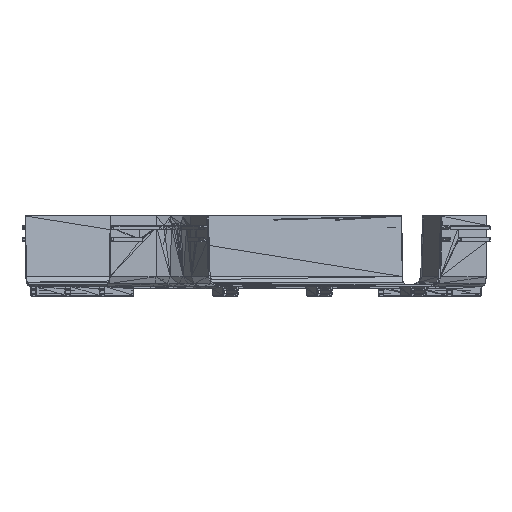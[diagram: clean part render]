
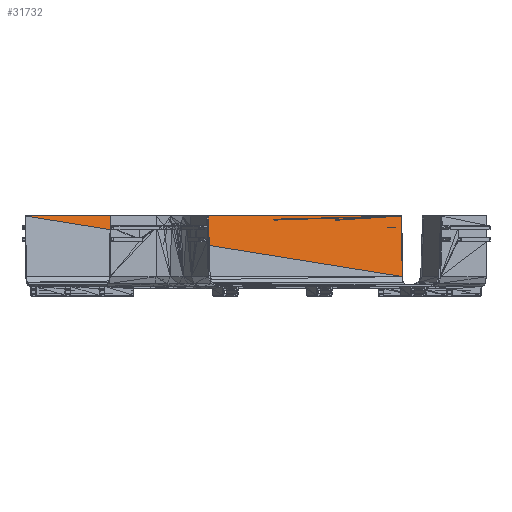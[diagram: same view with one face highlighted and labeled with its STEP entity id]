
A CAD part, left-side view. The second image highlights one B-rep face of the part: STEP entity #31732.
In plain terms, the highlighted planar face has unit normal (-0.939, -0.342, 0.03).
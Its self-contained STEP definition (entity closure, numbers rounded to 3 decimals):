
#27131 = VERTEX_POINT('',#27132);
#27132 = CARTESIAN_POINT('',(394.983,-7236.333,
    15.95));
#27146 = PLANE('',#27147);
#27147 = AXIS2_PLACEMENT_3D('',#27148,#27149,#27150);
#27148 = CARTESIAN_POINT('',(486.988,-7494.787,
    -49.385));
#27149 = DIRECTION('',(-0.939,-0.342,
    0.03));
#27150 = DIRECTION('',(0.342,-0.94,
    0.));
#27204 = PLANE('',#27205);
#27205 = AXIS2_PLACEMENT_3D('',#27206,#27207,#27208);
#27206 = CARTESIAN_POINT('',(496.924,-7513.163,
    15.95));
#27207 = DIRECTION('',(0.,0.,1.));
#27208 = DIRECTION('',(1.,0.,0.));
#31684 = VERTEX_POINT('',#31685);
#31685 = CARTESIAN_POINT('',(594.282,-7791.659,
    -73.406));
#31706 = EDGE_CURVE('',#31684,#27131,#31707,.T.);
#31707 = SURFACE_CURVE('',#31708,(#31712,#31719),.PCURVE_S1.);
#31708 = LINE('',#31709,#31710);
#31709 = CARTESIAN_POINT('',(594.282,-7791.659,
    -73.406));
#31710 = VECTOR('',#31711,1.);
#31711 = DIRECTION('',(-0.334,0.931,0.15));
#31712 = PCURVE('',#27146,#31713);
#31713 = DEFINITIONAL_REPRESENTATION('',(#31714),#31718);
#31714 = LINE('',#31715,#31716);
#31715 = CARTESIAN_POINT('',(315.665,-24.032));
#31716 = VECTOR('',#31717,1.);
#31717 = DIRECTION('',(-0.989,0.15));
#31718 = ( GEOMETRIC_REPRESENTATION_CONTEXT(2) 
PARAMETRIC_REPRESENTATION_CONTEXT() REPRESENTATION_CONTEXT('2D SPACE',''
  ) );
#31719 = PCURVE('',#31720,#31725);
#31720 = PLANE('',#31721);
#31721 = AXIS2_PLACEMENT_3D('',#31722,#31723,#31724);
#31722 = CARTESIAN_POINT('',(502.277,-7533.206,
    -8.072));
#31723 = DIRECTION('',(-0.939,-0.342,
    0.03));
#31724 = DIRECTION('',(0.342,-0.94,0.));
#31725 = DEFINITIONAL_REPRESENTATION('',(#31726),#31730);
#31726 = LINE('',#31727,#31728);
#31727 = CARTESIAN_POINT('',(274.335,-65.363));
#31728 = VECTOR('',#31729,1.);
#31729 = DIRECTION('',(-0.989,0.15));
#31730 = ( GEOMETRIC_REPRESENTATION_CONTEXT(2) 
PARAMETRIC_REPRESENTATION_CONTEXT() REPRESENTATION_CONTEXT('2D SPACE',''
  ) );
#31732 = ADVANCED_FACE('',(#31733),#31720,.T.);
#31733 = FACE_BOUND('',#31734,.T.);
#31734 = EDGE_LOOP('',(#31735,#31763,#31784));
#31735 = ORIENTED_EDGE('',*,*,#31736,.T.);
#31736 = EDGE_CURVE('',#31684,#31737,#31739,.T.);
#31737 = VERTEX_POINT('',#31738);
#31738 = CARTESIAN_POINT('',(596.775,-7790.752,
    15.95));
#31739 = SURFACE_CURVE('',#31740,(#31744,#31751),.PCURVE_S1.);
#31740 = LINE('',#31741,#31742);
#31741 = CARTESIAN_POINT('',(594.282,-7791.659,
    -73.406));
#31742 = VECTOR('',#31743,1.);
#31743 = DIRECTION('',(0.028,0.01,
    1.));
#31744 = PCURVE('',#31720,#31745);
#31745 = DEFINITIONAL_REPRESENTATION('',(#31746),#31750);
#31746 = LINE('',#31747,#31748);
#31747 = CARTESIAN_POINT('',(274.335,-65.363));
#31748 = VECTOR('',#31749,1.);
#31749 = DIRECTION('',(0.,1.));
#31750 = ( GEOMETRIC_REPRESENTATION_CONTEXT(2) 
PARAMETRIC_REPRESENTATION_CONTEXT() REPRESENTATION_CONTEXT('2D SPACE',''
  ) );
#31751 = PCURVE('',#31752,#31757);
#31752 = PLANE('',#31753);
#31753 = AXIS2_PLACEMENT_3D('',#31754,#31755,#31756);
#31754 = CARTESIAN_POINT('',(596.224,-7790.953,
    -29.488));
#31755 = DIRECTION('',(0.342,-0.94,0.
    ));
#31756 = DIRECTION('',(-0.94,-0.342,
    0.));
#31757 = DEFINITIONAL_REPRESENTATION('',(#31758),#31762);
#31758 = LINE('',#31759,#31760);
#31759 = CARTESIAN_POINT('',(2.066,43.918));
#31760 = VECTOR('',#31761,1.);
#31761 = DIRECTION('',(-0.03,-1.));
#31762 = ( GEOMETRIC_REPRESENTATION_CONTEXT(2) 
PARAMETRIC_REPRESENTATION_CONTEXT() REPRESENTATION_CONTEXT('2D SPACE',''
  ) );
#31763 = ORIENTED_EDGE('',*,*,#31764,.F.);
#31764 = EDGE_CURVE('',#27131,#31737,#31765,.T.);
#31765 = SURFACE_CURVE('',#31766,(#31770,#31777),.PCURVE_S1.);
#31766 = LINE('',#31767,#31768);
#31767 = CARTESIAN_POINT('',(394.983,-7236.333,
    15.95));
#31768 = VECTOR('',#31769,1.);
#31769 = DIRECTION('',(0.342,-0.94,0.));
#31770 = PCURVE('',#31720,#31771);
#31771 = DEFINITIONAL_REPRESENTATION('',(#31772),#31776);
#31772 = LINE('',#31773,#31774);
#31773 = CARTESIAN_POINT('',(-315.665,24.032));
#31774 = VECTOR('',#31775,1.);
#31775 = DIRECTION('',(1.,0.));
#31776 = ( GEOMETRIC_REPRESENTATION_CONTEXT(2) 
PARAMETRIC_REPRESENTATION_CONTEXT() REPRESENTATION_CONTEXT('2D SPACE',''
  ) );
#31777 = PCURVE('',#27204,#31778);
#31778 = DEFINITIONAL_REPRESENTATION('',(#31779),#31783);
#31779 = LINE('',#31780,#31781);
#31780 = CARTESIAN_POINT('',(-101.941,276.829));
#31781 = VECTOR('',#31782,1.);
#31782 = DIRECTION('',(0.342,-0.94));
#31783 = ( GEOMETRIC_REPRESENTATION_CONTEXT(2) 
PARAMETRIC_REPRESENTATION_CONTEXT() REPRESENTATION_CONTEXT('2D SPACE',''
  ) );
#31784 = ORIENTED_EDGE('',*,*,#31706,.F.);
